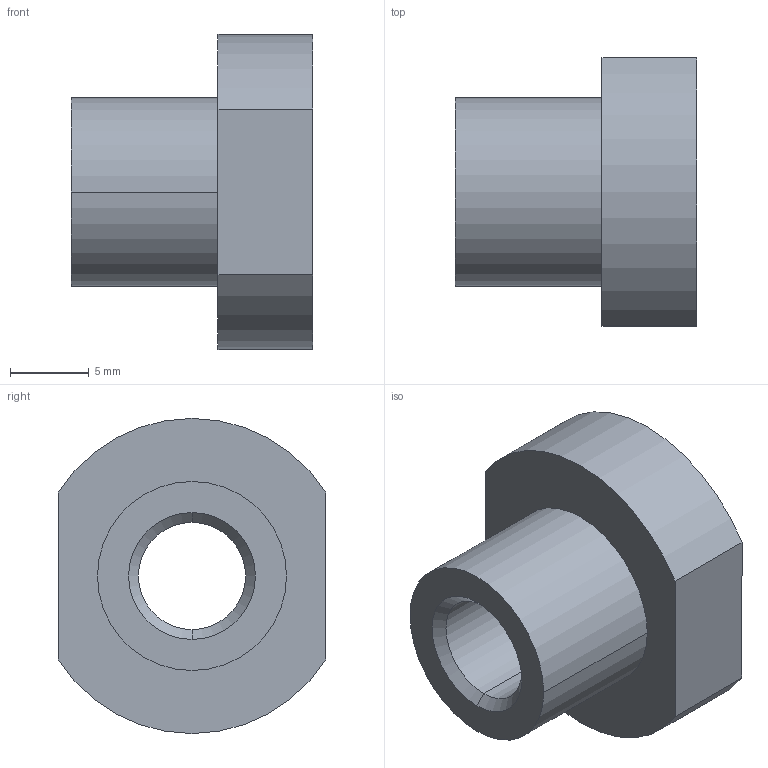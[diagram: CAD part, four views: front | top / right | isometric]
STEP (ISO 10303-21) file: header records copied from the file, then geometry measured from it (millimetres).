
FILE_DESCRIPTION (( 'STEP AP214' ), '1' );
FILE_NAME ('7202-8-018.STEP', '2019-03-27T17:06:29', ( '' ), ( '' ), 'SwSTEP 2.0', 'SolidWorks 2018', '' );
FILE_SCHEMA (( 'AUTOMOTIVE_DESIGN' ));
Length unit declared in the file: millimetre
Products named in the file (1): 7202-8-018
Bounding box: 15.3 x 17 x 20 mm (x, y, z)
Volume: 2248.2 mm3; surface area: 1553.3 mm2
Topology: 1 solids, 1 shells, 13 faces, 28 edges, 18 vertices
Faces by surface type: cylinder 6, plane 5, cone 2
Entity records: 420 total; most frequent: DIRECTION 70, CARTESIAN_POINT 60, ORIENTED_EDGE 56, AXIS2_PLACEMENT_3D 28, EDGE_CURVE 28, VERTEX_POINT 18, EDGE_LOOP 16, CIRCLE 14
